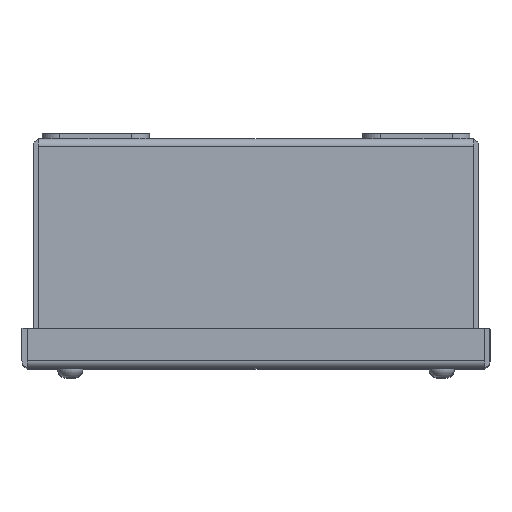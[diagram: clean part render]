
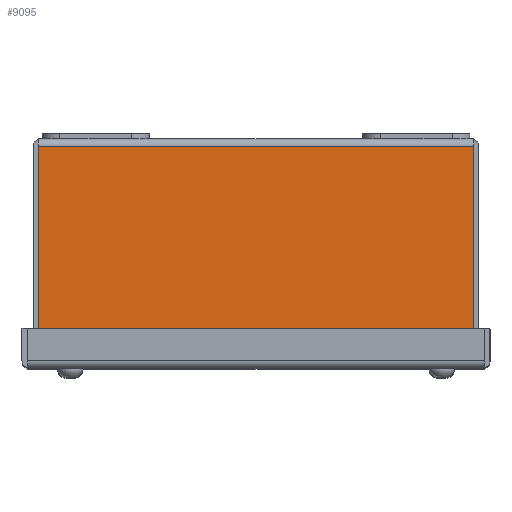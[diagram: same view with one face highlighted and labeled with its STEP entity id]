
A CAD part, top view. The second image highlights one B-rep face of the part: STEP entity #9095.
In plain terms, the highlighted planar face has unit normal (0, 0, 1).
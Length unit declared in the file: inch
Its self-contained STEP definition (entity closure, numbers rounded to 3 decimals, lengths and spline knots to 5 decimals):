
#12 = CARTESIAN_POINT ( 'NONE',  ( 21.281, -2.892, 3.625 ) ) ;
#636 = DIRECTION ( 'NONE',  ( 1., 0., 0. ) ) ;
#750 = CARTESIAN_POINT ( 'NONE',  ( -3.017, -0.108, 3.625 ) ) ;
#1352 = ORIENTED_EDGE ( 'NONE', *, *, #23800, .F. ) ;
#2062 = VECTOR ( 'NONE', #2422, 39.37008 ) ;
#2422 = DIRECTION ( 'NONE',  ( 0., -1., 0. ) ) ;
#3371 = CARTESIAN_POINT ( 'NONE',  ( 3.05221, -0.108, 3.625 ) ) ;
#4770 = LINE ( 'NONE', #19508, #2062 ) ;
#5109 = ORIENTED_EDGE ( 'NONE', *, *, #18082, .F. ) ;
#5703 = CARTESIAN_POINT ( 'NONE',  ( -3.05221, -0.108, 3.625 ) ) ;
#6035 = AXIS2_PLACEMENT_3D ( 'NONE', #17212, #18828, #7349 ) ;
#7349 = DIRECTION ( 'NONE',  ( -1., 0., 0. ) ) ;
#7547 = ORIENTED_EDGE ( 'NONE', *, *, #8861, .F. ) ;
#8425 = VECTOR ( 'NONE', #636, 39.37008 ) ;
#8861 = EDGE_CURVE ( 'NONE', #20030, #18344, #23343, .T. ) ;
#9095 = ADVANCED_FACE ( 'NONE', ( #9219 ), #16842, .F. ) ;
#9219 = FACE_OUTER_BOUND ( 'NONE', #23134, .T. ) ;
#9266 = CARTESIAN_POINT ( 'NONE',  ( 3.05221, -2.892, 3.625 ) ) ;
#11238 = EDGE_CURVE ( 'NONE', #20030, #14678, #13944, .T. ) ;
#11395 = VECTOR ( 'NONE', #13490, 39.37008 ) ;
#12422 = CARTESIAN_POINT ( 'NONE',  ( -3.05221, -2.892, 3.625 ) ) ;
#13490 = DIRECTION ( 'NONE',  ( -1., 0., 0. ) ) ;
#13944 = LINE ( 'NONE', #23202, #17236 ) ;
#14678 = VERTEX_POINT ( 'NONE', #12422 ) ;
#16842 = PLANE ( 'NONE',  #6035 ) ;
#17012 = ORIENTED_EDGE ( 'NONE', *, *, #11238, .T. ) ;
#17212 = CARTESIAN_POINT ( 'NONE',  ( 21.281, 0., 3.625 ) ) ;
#17236 = VECTOR ( 'NONE', #17711, 39.37008 ) ;
#17711 = DIRECTION ( 'NONE',  ( 0., -1., 0. ) ) ;
#18082 = EDGE_CURVE ( 'NONE', #23841, #14678, #21097, .T. ) ;
#18344 = VERTEX_POINT ( 'NONE', #3371 ) ;
#18828 = DIRECTION ( 'NONE',  ( 0., 0., -1. ) ) ;
#19508 = CARTESIAN_POINT ( 'NONE',  ( 3.05221, 39.37008, 3.625 ) ) ;
#20030 = VERTEX_POINT ( 'NONE', #5703 ) ;
#21097 = LINE ( 'NONE', #12, #11395 ) ;
#23134 = EDGE_LOOP ( 'NONE', ( #5109, #1352, #7547, #17012 ) ) ;
#23202 = CARTESIAN_POINT ( 'NONE',  ( -3.05221, 39.37008, 3.625 ) ) ;
#23343 = LINE ( 'NONE', #750, #8425 ) ;
#23800 = EDGE_CURVE ( 'NONE', #18344, #23841, #4770, .T. ) ;
#23841 = VERTEX_POINT ( 'NONE', #9266 ) ;
